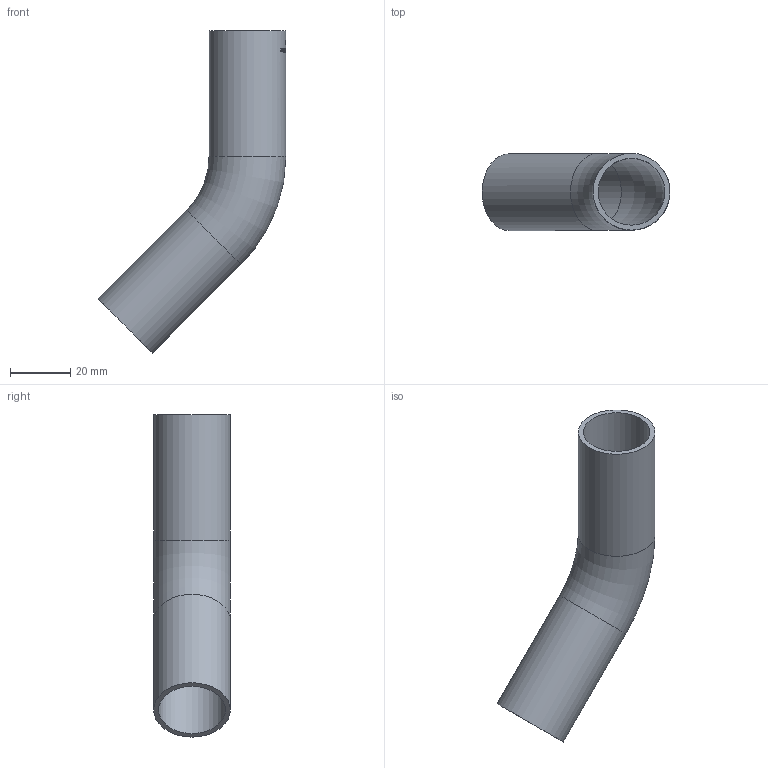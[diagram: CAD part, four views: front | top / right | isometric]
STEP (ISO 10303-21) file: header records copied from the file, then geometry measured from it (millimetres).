
FILE_DESCRIPTION(/* description */ (''),/* implementation_level */ '2;1');
FILE_NAME(/* name */ 'S2KS-1.stp',/* time_stamp */ '2018-11-26T16:44:41-05:00',/* author */ ('ken'),/* organization */ (''),/* preprocessor_version */ 'ST-DEVELOPER v15.2',/* originating_system */ 'Autodesk Inventor 2014',/* authorisation */ '');
FILE_SCHEMA (('AUTOMOTIVE_DESIGN { 1 0 10303 214 3 1 1 }'));
Length unit declared in the file: inch
Products named in the file (1): S2KS-1
Bounding box: 62.09 x 25.4 x 106.54 mm (x, y, z)
Volume: 13876.2 mm3; surface area: 17072.6 mm2
Topology: 1 solids, 1 shells, 320 faces, 873 edges, 582 vertices
Faces by surface type: bspline 163, plane 122, cylinder 33, torus 2
Full cylindrical faces by diameter (mm): 22.098 x2, 25.4 x2
Entity records: 13046 total; most frequent: CARTESIAN_POINT 5962, ORIENTED_EDGE 1714, DIRECTION 989, EDGE_CURVE 857, VERTEX_POINT 574, LINE 387, VECTOR 387, EDGE_LOOP 355
